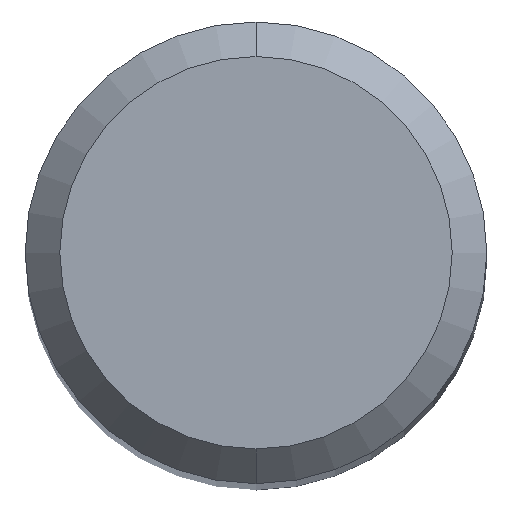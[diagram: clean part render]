
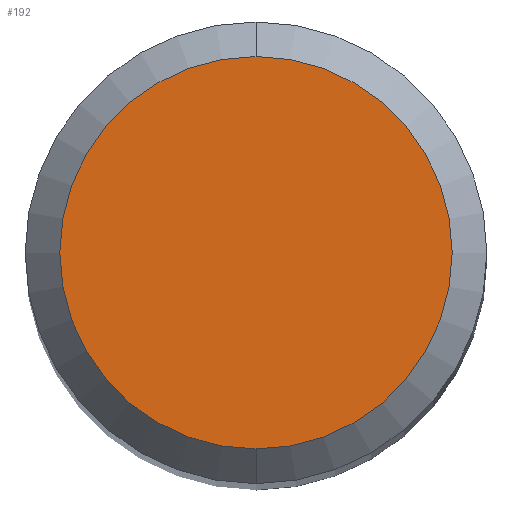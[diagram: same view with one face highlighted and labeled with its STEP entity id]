
A CAD part, top view. The second image highlights one B-rep face of the part: STEP entity #192.
In plain terms, the highlighted planar face has unit normal (0, 0, 1).
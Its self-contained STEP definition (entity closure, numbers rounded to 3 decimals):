
#192=ADVANCED_FACE('',(#489),#490,.T.);
#250=EDGE_CURVE('',#346,#398,#552,.T.);
#346=VERTEX_POINT('',#656);
#370=EDGE_CURVE('',#398,#346,#682,.T.);
#398=VERTEX_POINT('',#714);
#489=FACE_OUTER_BOUND('',#842,.T.);
#490=PLANE('',#843);
#552=CIRCLE('',#939,1.7);
#656=CARTESIAN_POINT('',(0.,-1.7,0.0));
#682=CIRCLE('',#1247,1.7);
#714=CARTESIAN_POINT('',(0.0,1.7,0.0));
#842=EDGE_LOOP('',(#1423,#1424));
#843=AXIS2_PLACEMENT_3D('',#1425,#1426,#1427);
#939=AXIS2_PLACEMENT_3D('',#1480,#1481,#1482);
#1247=AXIS2_PLACEMENT_3D('',#1616,#1617,#1618);
#1423=ORIENTED_EDGE('',*,*,#370,.F.);
#1424=ORIENTED_EDGE('',*,*,#250,.F.);
#1425=CARTESIAN_POINT('',(0.0,0.85,0.0));
#1426=DIRECTION('',(-0.0,0.0,1.0));
#1427=DIRECTION('',(0.0,-1.0,0.0));
#1480=CARTESIAN_POINT('',(0.0,0.0,0.0));
#1481=DIRECTION('',(0.0,0.0,-1.0));
#1482=DIRECTION('',(0.0,1.0,0.0));
#1616=CARTESIAN_POINT('',(0.0,0.0,0.0));
#1617=DIRECTION('',(0.0,0.0,-1.0));
#1618=DIRECTION('',(0.0,1.0,0.0));
